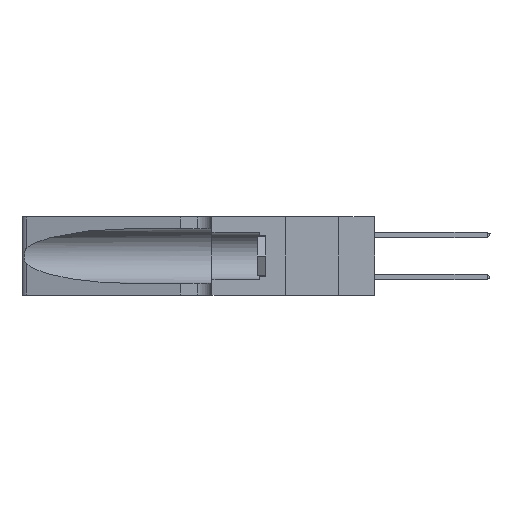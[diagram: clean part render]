
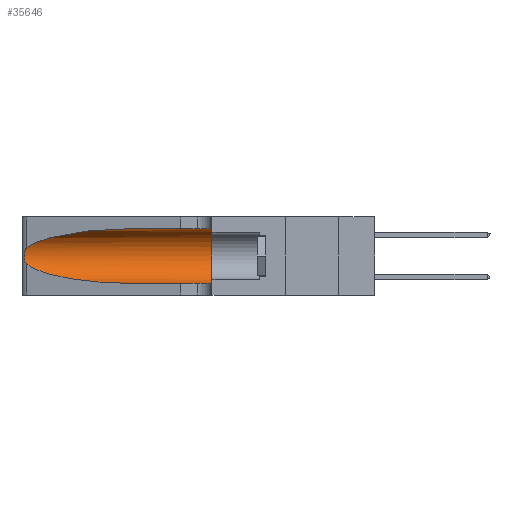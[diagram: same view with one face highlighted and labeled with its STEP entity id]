
A CAD part, left-side view. The second image highlights one B-rep face of the part: STEP entity #35646.
In plain terms, the highlighted cylindrical face has radius 3.308 mm (diameter 6.617 mm), a partial arc.
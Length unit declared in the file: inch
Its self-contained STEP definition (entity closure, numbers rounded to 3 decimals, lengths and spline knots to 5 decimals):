
#660 = ORIENTED_EDGE ( 'NONE', *, *, #35645, .T. ) ;
#2756 = VECTOR ( 'NONE', #34617, 39.37008 ) ;
#3432 = EDGE_CURVE ( 'NONE', #11815, #33734, #5905, .T. ) ;
#5095 = CARTESIAN_POINT ( 'NONE',  ( 0.25487, 1.22718, 0.22369 ) ) ;
#5816 = CARTESIAN_POINT ( 'NONE',  ( 0.1305, 0.35, 0.185 ) ) ;
#5905 = B_SPLINE_CURVE_WITH_KNOTS ( 'NONE', 3,
 ( #5095, #11078, #25208, #25726, #25597, #28179, #28710, #10571, #16576, #16971, #22403, #31629, #19455, #34169 ),
 .UNSPECIFIED., .F., .F.,
 ( 4, 2, 2, 2, 2, 2, 4 ),
 ( 0., 0.00027, 0.00053, 0.00107, 0.0016, 0.00187, 0.00214 ),
 .UNSPECIFIED. ) ;
#6052 = CARTESIAN_POINT ( 'NONE',  ( 0.25487, 1.22718, 0.22369 ) ) ;
#7189 = DIRECTION ( 'NONE',  ( 0., 0., -1. ) ) ;
#8049 =( BOUNDED_CURVE ( )  B_SPLINE_CURVE ( 3, ( #29173, #32441, #14856, #11423 ),
 .UNSPECIFIED., .F., .T. ) 
 B_SPLINE_CURVE_WITH_KNOTS ( ( 4, 4 ),
 ( 3.44316, 4.71239 ),
 .UNSPECIFIED. ) 
 CURVE ( )  GEOMETRIC_REPRESENTATION_ITEM ( )  RATIONAL_B_SPLINE_CURVE ( ( 1., 0.87, 0.87, 1. ) ) 
 REPRESENTATION_ITEM ( '' )  );
#8501 = ORIENTED_EDGE ( 'NONE', *, *, #35021, .T. ) ;
#8525 = EDGE_LOOP ( 'NONE', ( #8501, #33993, #660, #37402, #20329, #34384 ) ) ;
#8740 = DIRECTION ( 'NONE',  ( 0., 0., 1. ) ) ;
#8967 = CARTESIAN_POINT ( 'NONE',  ( 0.1305, 1.61858, 0.185 ) ) ;
#9117 = VECTOR ( 'NONE', #28974, 39.37008 ) ;
#9382 = CYLINDRICAL_SURFACE ( 'NONE', #30120, 0.13025 ) ;
#10571 = CARTESIAN_POINT ( 'NONE',  ( 0.26075, 1.23896, 0.178 ) ) ;
#11078 = CARTESIAN_POINT ( 'NONE',  ( 0.25555, 1.22994, 0.2215 ) ) ;
#11423 = CARTESIAN_POINT ( 'NONE',  ( 0.1305, 0.72297, 0.05475 ) ) ;
#11815 = VERTEX_POINT ( 'NONE', #6052 ) ;
#11996 = CARTESIAN_POINT ( 'NONE',  ( 0.1305, 0.35, 0.05475 ) ) ;
#12372 = VERTEX_POINT ( 'NONE', #16958 ) ;
#14611 = CARTESIAN_POINT ( 'NONE',  ( 0.25487, 1.22718, 0.14631 ) ) ;
#14834 =( BOUNDED_CURVE ( )  B_SPLINE_CURVE ( 3, ( #17215, #17603, #17722, #28953 ),
 .UNSPECIFIED., .F., .T. ) 
 B_SPLINE_CURVE_WITH_KNOTS ( ( 4, 4 ),
 ( 1.5708, 2.84003 ),
 .UNSPECIFIED. ) 
 CURVE ( )  GEOMETRIC_REPRESENTATION_ITEM ( )  RATIONAL_B_SPLINE_CURVE ( ( 1., 0.87, 0.87, 1. ) ) 
 REPRESENTATION_ITEM ( '' )  );
#14856 = CARTESIAN_POINT ( 'NONE',  ( 0.18966, 0.96281, 0.05475 ) ) ;
#16576 = CARTESIAN_POINT ( 'NONE',  ( 0.26017, 1.23833, 0.17102 ) ) ;
#16958 = CARTESIAN_POINT ( 'NONE',  ( 0.1305, 0.35, 0.31525 ) ) ;
#16971 = CARTESIAN_POINT ( 'NONE',  ( 0.25856, 1.23593, 0.16098 ) ) ;
#17215 = CARTESIAN_POINT ( 'NONE',  ( 0.1305, 0.72297, 0.31525 ) ) ;
#17436 = DIRECTION ( 'NONE',  ( 0., -1., 0. ) ) ;
#17603 = CARTESIAN_POINT ( 'NONE',  ( 0.18966, 0.96281, 0.31525 ) ) ;
#17722 = CARTESIAN_POINT ( 'NONE',  ( 0.2373, 1.15595, 0.28018 ) ) ;
#19013 = EDGE_CURVE ( 'NONE', #12372, #27412, #34337, .T. ) ;
#19455 = CARTESIAN_POINT ( 'NONE',  ( 0.25555, 1.22993, 0.14849 ) ) ;
#20329 = ORIENTED_EDGE ( 'NONE', *, *, #19013, .F. ) ;
#22403 = CARTESIAN_POINT ( 'NONE',  ( 0.25789, 1.23486, 0.15765 ) ) ;
#23377 = DIRECTION ( 'NONE',  ( 0., 1., 0. ) ) ;
#24040 = CARTESIAN_POINT ( 'NONE',  ( 0.1305, 0.72297, 0.05475 ) ) ;
#25208 = CARTESIAN_POINT ( 'NONE',  ( 0.25639, 1.23184, 0.21858 ) ) ;
#25373 = EDGE_CURVE ( 'NONE', #29761, #12372, #37609, .T. ) ;
#25464 = CARTESIAN_POINT ( 'NONE',  ( 0.1305, 0.72297, 0.31525 ) ) ;
#25597 = CARTESIAN_POINT ( 'NONE',  ( 0.25854, 1.2359, 0.20912 ) ) ;
#25726 = CARTESIAN_POINT ( 'NONE',  ( 0.25787, 1.23484, 0.2124 ) ) ;
#26688 = AXIS2_PLACEMENT_3D ( 'NONE', #5816, #23377, #8740 ) ;
#26717 = EDGE_CURVE ( 'NONE', #28889, #27412, #36134, .T. ) ;
#27412 = VERTEX_POINT ( 'NONE', #11996 ) ;
#28179 = CARTESIAN_POINT ( 'NONE',  ( 0.26018, 1.23835, 0.19895 ) ) ;
#28710 = CARTESIAN_POINT ( 'NONE',  ( 0.26075, 1.23896, 0.19203 ) ) ;
#28889 = VERTEX_POINT ( 'NONE', #24040 ) ;
#28953 = CARTESIAN_POINT ( 'NONE',  ( 0.25487, 1.22718, 0.22369 ) ) ;
#28974 = DIRECTION ( 'NONE',  ( 0., -1., 0. ) ) ;
#29173 = CARTESIAN_POINT ( 'NONE',  ( 0.25487, 1.22718, 0.14631 ) ) ;
#29761 = VERTEX_POINT ( 'NONE', #25464 ) ;
#30120 = AXIS2_PLACEMENT_3D ( 'NONE', #8967, #17436, #7189 ) ;
#31629 = CARTESIAN_POINT ( 'NONE',  ( 0.25639, 1.23186, 0.15144 ) ) ;
#32441 = CARTESIAN_POINT ( 'NONE',  ( 0.2373, 1.15595, 0.08982 ) ) ;
#32787 = FACE_OUTER_BOUND ( 'NONE', #8525, .T. ) ;
#33734 = VERTEX_POINT ( 'NONE', #14611 ) ;
#33993 = ORIENTED_EDGE ( 'NONE', *, *, #3432, .T. ) ;
#34169 = CARTESIAN_POINT ( 'NONE',  ( 0.25487, 1.22718, 0.14631 ) ) ;
#34230 = CARTESIAN_POINT ( 'NONE',  ( 0.1305, 1.61858, 0.05475 ) ) ;
#34337 = CIRCLE ( 'NONE', #26688, 0.13025 ) ;
#34384 = ORIENTED_EDGE ( 'NONE', *, *, #25373, .F. ) ;
#34617 = DIRECTION ( 'NONE',  ( 0., -1., 0. ) ) ;
#35021 = EDGE_CURVE ( 'NONE', #29761, #11815, #14834, .T. ) ;
#35645 = EDGE_CURVE ( 'NONE', #33734, #28889, #8049, .T. ) ;
#35646 = ADVANCED_FACE ( 'NONE', ( #32787 ), #9382, .F. ) ;
#36134 = LINE ( 'NONE', #34230, #2756 ) ;
#37402 = ORIENTED_EDGE ( 'NONE', *, *, #26717, .T. ) ;
#37609 = LINE ( 'NONE', #37884, #9117 ) ;
#37884 = CARTESIAN_POINT ( 'NONE',  ( 0.1305, 1.61858, 0.31525 ) ) ;
